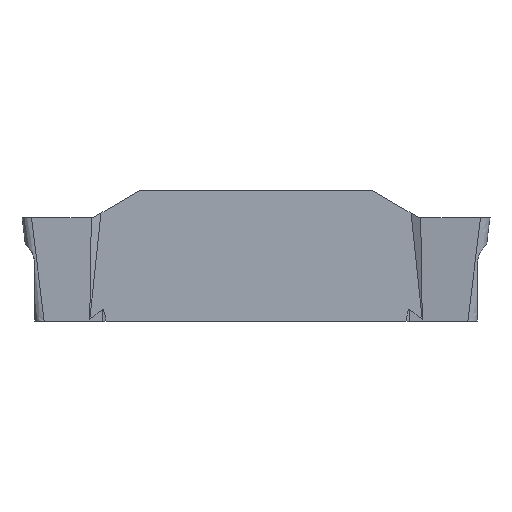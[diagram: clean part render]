
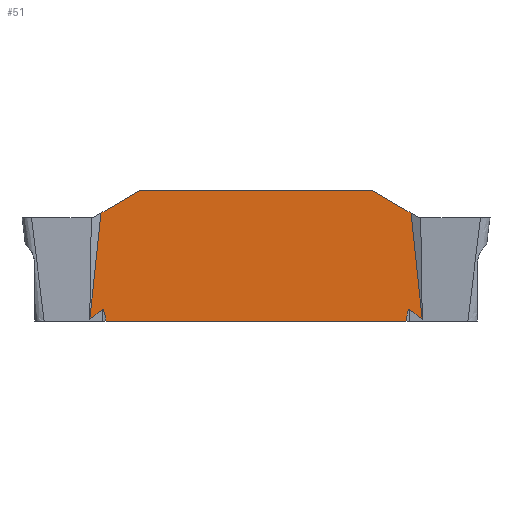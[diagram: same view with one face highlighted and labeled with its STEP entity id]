
A CAD part, left-side view. The second image highlights one B-rep face of the part: STEP entity #51.
In plain terms, the highlighted planar face has unit normal (-1, 0, 0).
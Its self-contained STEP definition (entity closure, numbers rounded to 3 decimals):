
#51=ADVANCED_FACE('SIDE_IB_1_SU5',(#107),#85,.F.);
#85=PLANE('',#702);
#107=FACE_OUTER_BOUND('',#141,.T.);
#141=EDGE_LOOP('',(#203,#204,#205,#206,#207,#208,#209,#210,#211,#212));
#175=B_SPLINE_CURVE_WITH_KNOTS('',3,(#877,#878,#879,#880,#881,#882,#883,
#884,#885,#886,#887,#888,#889,#890,#891,#892,#893,#894,#895,#896,#897,#898,
#899,#900,#901),.UNSPECIFIED.,.F.,.F.,(4,3,3,3,3,3,3,3,4),(0.,0.013,
0.026,0.038,0.053,0.08,
0.174,0.624,1.),.UNSPECIFIED.);
#176=B_SPLINE_CURVE_WITH_KNOTS('',3,(#905,#906,#907,#908,#909,#910,#911,
#912,#913,#914,#915,#916,#917,#918,#919,#920,#921,#922,#923,#924,#925,#926,
#927,#928,#929,#930,#931,#932,#933,#934,#935,#936,#937,#938,#939,#940,#941),
 .UNSPECIFIED.,.F.,.F.,(4,3,3,3,3,3,3,3,3,3,3,3,4),(0.,0.379,
0.603,0.737,0.818,0.869,
0.916,0.939,0.957,0.969,
0.981,0.994,1.),.UNSPECIFIED.);
#203=ORIENTED_EDGE('',*,*,#459,.T.);
#204=ORIENTED_EDGE('',*,*,#460,.T.);
#205=ORIENTED_EDGE('',*,*,#461,.F.);
#206=ORIENTED_EDGE('',*,*,#462,.T.);
#207=ORIENTED_EDGE('',*,*,#463,.T.);
#208=ORIENTED_EDGE('',*,*,#464,.T.);
#209=ORIENTED_EDGE('',*,*,#465,.F.);
#210=ORIENTED_EDGE('',*,*,#466,.F.);
#211=ORIENTED_EDGE('',*,*,#467,.F.);
#212=ORIENTED_EDGE('',*,*,#468,.T.);
#395=VERTEX_POINT('',#875);
#396=VERTEX_POINT('',#876);
#397=VERTEX_POINT('',#902);
#398=VERTEX_POINT('',#904);
#399=VERTEX_POINT('',#942);
#400=VERTEX_POINT('',#944);
#401=VERTEX_POINT('',#946);
#402=VERTEX_POINT('',#948);
#403=VERTEX_POINT('',#950);
#404=VERTEX_POINT('',#952);
#459=EDGE_CURVE('',#395,#396,#555,.T.);
#460=EDGE_CURVE('',#396,#397,#175,.T.);
#461=EDGE_CURVE('',#398,#397,#556,.T.);
#462=EDGE_CURVE('',#398,#399,#176,.T.);
#463=EDGE_CURVE('',#399,#400,#557,.T.);
#464=EDGE_CURVE('',#400,#401,#558,.T.);
#465=EDGE_CURVE('',#402,#401,#559,.T.);
#466=EDGE_CURVE('',#403,#402,#560,.T.);
#467=EDGE_CURVE('',#404,#403,#561,.T.);
#468=EDGE_CURVE('',#404,#395,#562,.T.);
#555=LINE('',#874,#607);
#556=LINE('',#903,#608);
#557=LINE('',#943,#609);
#558=LINE('',#945,#610);
#559=LINE('',#947,#611);
#560=LINE('',#949,#612);
#561=LINE('',#951,#613);
#562=LINE('',#953,#614);
#607=VECTOR('',#738,1.);
#608=VECTOR('',#739,1.);
#609=VECTOR('',#740,1.);
#610=VECTOR('',#741,1.);
#611=VECTOR('',#742,1.);
#612=VECTOR('',#743,1.);
#613=VECTOR('',#744,1.);
#614=VECTOR('',#745,1.);
#702=AXIS2_PLACEMENT_3D('',#954,#746,#747);
#738=DIRECTION('',(0.,-0.769,0.64));
#739=DIRECTION('',(0.,1.,0.));
#740=DIRECTION('',(0.,-0.769,-0.64));
#741=DIRECTION('',(0.,0.104,0.995));
#742=DIRECTION('',(0.,-0.866,-0.5));
#743=DIRECTION('',(0.,-1.,0.));
#744=DIRECTION('',(0.,-0.866,0.5));
#745=DIRECTION('',(0.,0.104,-0.995));
#746=DIRECTION('',(1.,0.,0.));
#747=DIRECTION('',(0.,0.,-1.));
#874=CARTESIAN_POINT('',(-1.15,0.788,0.946));
#875=CARTESIAN_POINT('',(-1.15,7.353,-4.518));
#876=CARTESIAN_POINT('',(-1.15,6.802,-4.06));
#877=CARTESIAN_POINT('',(-1.15,6.802,-4.06));
#878=CARTESIAN_POINT('',(-1.15,6.8,-4.058));
#879=CARTESIAN_POINT('',(-1.15,6.798,-4.057));
#880=CARTESIAN_POINT('',(-1.15,6.796,-4.056));
#881=CARTESIAN_POINT('',(-1.15,6.794,-4.054));
#882=CARTESIAN_POINT('',(-1.15,6.791,-4.054));
#883=CARTESIAN_POINT('',(-1.15,6.788,-4.054));
#884=CARTESIAN_POINT('',(-1.15,6.786,-4.053));
#885=CARTESIAN_POINT('',(-1.15,6.784,-4.054));
#886=CARTESIAN_POINT('',(-1.15,6.781,-4.054));
#887=CARTESIAN_POINT('',(-1.15,6.779,-4.055));
#888=CARTESIAN_POINT('',(-1.15,6.776,-4.057));
#889=CARTESIAN_POINT('',(-1.15,6.774,-4.059));
#890=CARTESIAN_POINT('',(-1.15,6.769,-4.062));
#891=CARTESIAN_POINT('',(-1.15,6.765,-4.066));
#892=CARTESIAN_POINT('',(-1.15,6.762,-4.07));
#893=CARTESIAN_POINT('',(-1.15,6.75,-4.084));
#894=CARTESIAN_POINT('',(-1.15,6.743,-4.102));
#895=CARTESIAN_POINT('',(-1.15,6.736,-4.119));
#896=CARTESIAN_POINT('',(-1.15,6.702,-4.2));
#897=CARTESIAN_POINT('',(-1.15,6.685,-4.288));
#898=CARTESIAN_POINT('',(-1.15,6.668,-4.374));
#899=CARTESIAN_POINT('',(-1.15,6.654,-4.447));
#900=CARTESIAN_POINT('',(-1.15,6.641,-4.52));
#901=CARTESIAN_POINT('',(-1.15,6.63,-4.592));
#902=CARTESIAN_POINT('',(-1.15,6.63,-4.592));
#903=CARTESIAN_POINT('',(-1.15,0.,-4.592));
#904=CARTESIAN_POINT('',(-1.15,-6.63,-4.592));
#905=CARTESIAN_POINT('',(-1.15,-6.63,-4.592));
#906=CARTESIAN_POINT('',(-1.15,-6.641,-4.519));
#907=CARTESIAN_POINT('',(-1.15,-6.654,-4.445));
#908=CARTESIAN_POINT('',(-1.15,-6.668,-4.372));
#909=CARTESIAN_POINT('',(-1.15,-6.677,-4.329));
#910=CARTESIAN_POINT('',(-1.15,-6.686,-4.286));
#911=CARTESIAN_POINT('',(-1.15,-6.697,-4.243));
#912=CARTESIAN_POINT('',(-1.15,-6.703,-4.218));
#913=CARTESIAN_POINT('',(-1.15,-6.71,-4.193));
#914=CARTESIAN_POINT('',(-1.15,-6.718,-4.167));
#915=CARTESIAN_POINT('',(-1.15,-6.723,-4.152));
#916=CARTESIAN_POINT('',(-1.15,-6.728,-4.137));
#917=CARTESIAN_POINT('',(-1.15,-6.734,-4.122));
#918=CARTESIAN_POINT('',(-1.15,-6.738,-4.113));
#919=CARTESIAN_POINT('',(-1.15,-6.742,-4.104));
#920=CARTESIAN_POINT('',(-1.15,-6.747,-4.095));
#921=CARTESIAN_POINT('',(-1.15,-6.751,-4.087));
#922=CARTESIAN_POINT('',(-1.15,-6.755,-4.079));
#923=CARTESIAN_POINT('',(-1.15,-6.761,-4.071));
#924=CARTESIAN_POINT('',(-1.15,-6.764,-4.068));
#925=CARTESIAN_POINT('',(-1.15,-6.767,-4.064));
#926=CARTESIAN_POINT('',(-1.15,-6.77,-4.061));
#927=CARTESIAN_POINT('',(-1.15,-6.773,-4.059));
#928=CARTESIAN_POINT('',(-1.15,-6.776,-4.057));
#929=CARTESIAN_POINT('',(-1.15,-6.779,-4.055));
#930=CARTESIAN_POINT('',(-1.15,-6.781,-4.055));
#931=CARTESIAN_POINT('',(-1.15,-6.783,-4.054));
#932=CARTESIAN_POINT('',(-1.15,-6.786,-4.054));
#933=CARTESIAN_POINT('',(-1.15,-6.788,-4.053));
#934=CARTESIAN_POINT('',(-1.15,-6.79,-4.054));
#935=CARTESIAN_POINT('',(-1.15,-6.793,-4.054));
#936=CARTESIAN_POINT('',(-1.15,-6.795,-4.055));
#937=CARTESIAN_POINT('',(-1.15,-6.798,-4.056));
#938=CARTESIAN_POINT('',(-1.15,-6.8,-4.058));
#939=CARTESIAN_POINT('',(-1.15,-6.801,-4.058));
#940=CARTESIAN_POINT('',(-1.15,-6.802,-4.059));
#941=CARTESIAN_POINT('',(-1.15,-6.802,-4.06));
#942=CARTESIAN_POINT('',(-1.15,-6.802,-4.06));
#943=CARTESIAN_POINT('',(-1.15,-0.788,0.946));
#944=CARTESIAN_POINT('',(-1.15,-7.353,-4.518));
#945=CARTESIAN_POINT('',(-1.15,-6.805,0.713));
#946=CARTESIAN_POINT('',(-1.15,-6.859,0.197));
#947=CARTESIAN_POINT('',(-1.15,-1.8,3.118));
#948=CARTESIAN_POINT('',(-1.15,-5.134,1.192));
#949=CARTESIAN_POINT('',(-1.15,0.,1.192));
#950=CARTESIAN_POINT('',(-1.15,5.134,1.192));
#951=CARTESIAN_POINT('',(-1.15,1.8,3.118));
#952=CARTESIAN_POINT('',(-1.15,6.859,0.197));
#953=CARTESIAN_POINT('',(-1.15,6.805,0.713));
#954=CARTESIAN_POINT('',(-1.15,0.,0.));
